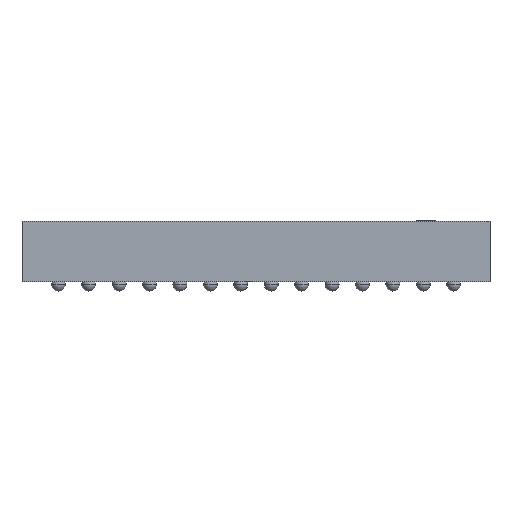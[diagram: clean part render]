
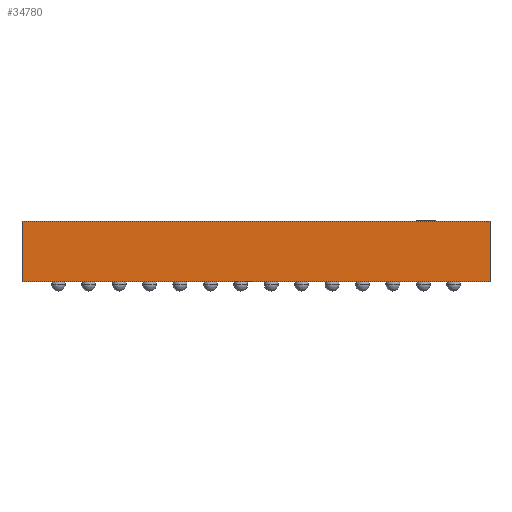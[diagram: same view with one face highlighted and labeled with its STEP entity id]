
A CAD part, left-side view. The second image highlights one B-rep face of the part: STEP entity #34780.
In plain terms, the highlighted planar face has unit normal (-1, 0, 0).
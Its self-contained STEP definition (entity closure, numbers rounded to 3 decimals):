
#970 = VERTEX_POINT ( 'NONE', #27204 ) ;
#3138 = CARTESIAN_POINT ( 'NONE',  ( -5., 5., 0.2 ) ) ;
#3728 = DIRECTION ( 'NONE',  ( 1., 0., 0. ) ) ;
#5017 = CARTESIAN_POINT ( 'NONE',  ( -5., -5., 1.5 ) ) ;
#9214 = DIRECTION ( 'NONE',  ( 0., -1., 0. ) ) ;
#9360 = VECTOR ( 'NONE', #11128, 1000. ) ;
#9403 = PLANE ( 'NONE',  #22140 ) ;
#10152 = DIRECTION ( 'NONE',  ( 0., 0., -1. ) ) ;
#10340 = CARTESIAN_POINT ( 'NONE',  ( -5., -5., 1.5 ) ) ;
#10511 = ORIENTED_EDGE ( 'NONE', *, *, #12737, .F. ) ;
#10927 = LINE ( 'NONE', #34571, #9360 ) ;
#11128 = DIRECTION ( 'NONE',  ( 0., 0., -1. ) ) ;
#11965 = CARTESIAN_POINT ( 'NONE',  ( -5., -5., 0.2 ) ) ;
#12071 = DIRECTION ( 'NONE',  ( 0., 1., 0. ) ) ;
#12737 = EDGE_CURVE ( 'NONE', #19116, #33427, #20626, .T. ) ;
#14802 = FACE_OUTER_BOUND ( 'NONE', #33802, .T. ) ;
#18165 = ORIENTED_EDGE ( 'NONE', *, *, #22675, .F. ) ;
#19116 = VERTEX_POINT ( 'NONE', #5017 ) ;
#19943 = VERTEX_POINT ( 'NONE', #36095 ) ;
#20626 = LINE ( 'NONE', #10340, #34055 ) ;
#20978 = DIRECTION ( 'NONE',  ( 0., -1., 0. ) ) ;
#22140 = AXIS2_PLACEMENT_3D ( 'NONE', #30107, #3728, #12071 ) ;
#22675 = EDGE_CURVE ( 'NONE', #970, #19116, #32456, .T. ) ;
#23306 = ORIENTED_EDGE ( 'NONE', *, *, #31922, .T. ) ;
#25049 = EDGE_CURVE ( 'NONE', #970, #19943, #10927, .T. ) ;
#25641 = VECTOR ( 'NONE', #20978, 1000. ) ;
#27204 = CARTESIAN_POINT ( 'NONE',  ( -5., 5., 1.5 ) ) ;
#29357 = CARTESIAN_POINT ( 'NONE',  ( -5., 5., 1.5 ) ) ;
#30107 = CARTESIAN_POINT ( 'NONE',  ( -5., 5., 1.5 ) ) ;
#30710 = ORIENTED_EDGE ( 'NONE', *, *, #25049, .T. ) ;
#31922 = EDGE_CURVE ( 'NONE', #19943, #33427, #35357, .T. ) ;
#32456 = LINE ( 'NONE', #29357, #35302 ) ;
#33427 = VERTEX_POINT ( 'NONE', #11965 ) ;
#33802 = EDGE_LOOP ( 'NONE', ( #23306, #10511, #18165, #30710 ) ) ;
#34055 = VECTOR ( 'NONE', #10152, 1000. ) ;
#34571 = CARTESIAN_POINT ( 'NONE',  ( -5., 5., 1.5 ) ) ;
#34780 = ADVANCED_FACE ( 'NONE', ( #14802 ), #9403, .F. ) ;
#35302 = VECTOR ( 'NONE', #9214, 1000. ) ;
#35357 = LINE ( 'NONE', #3138, #25641 ) ;
#36095 = CARTESIAN_POINT ( 'NONE',  ( -5., 5., 0.2 ) ) ;
